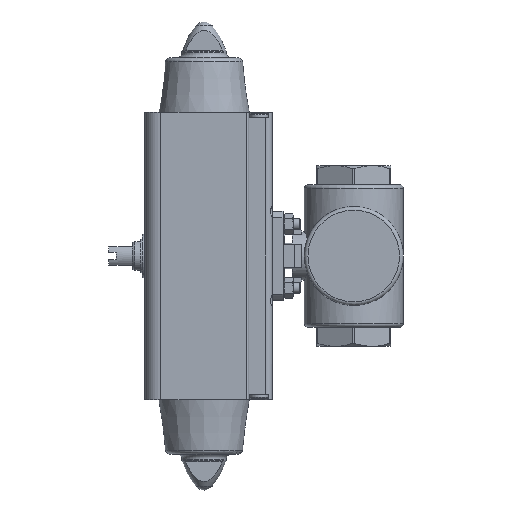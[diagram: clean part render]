
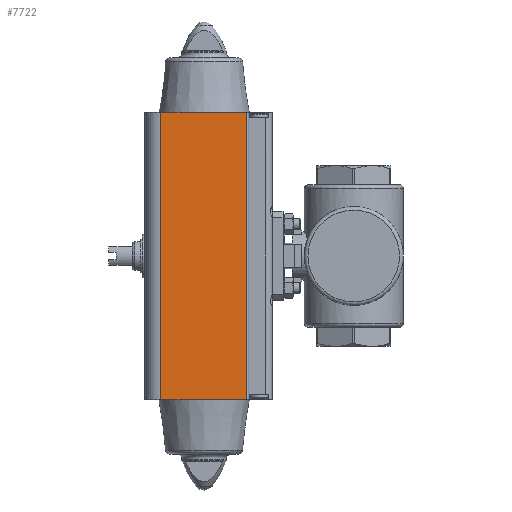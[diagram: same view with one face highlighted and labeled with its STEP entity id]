
A CAD part, left-side view. The second image highlights one B-rep face of the part: STEP entity #7722.
In plain terms, the highlighted planar face has unit normal (-1, 0, 0).
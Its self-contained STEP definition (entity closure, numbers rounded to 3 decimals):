
#251=PLANE('',#8488);
#703=LINE('',#12622,#1309);
#719=LINE('',#12676,#1325);
#721=LINE('',#12764,#1327);
#722=LINE('',#12765,#1328);
#1309=VECTOR('',#10010,1000.);
#1325=VECTOR('',#10058,1000.);
#1327=VECTOR('',#10084,1000.);
#1328=VECTOR('',#10085,1000.);
#3173=ORIENTED_EDGE('',*,*,#4751,.T.);
#3174=ORIENTED_EDGE('',*,*,#4794,.F.);
#3175=ORIENTED_EDGE('',*,*,#4779,.F.);
#3176=ORIENTED_EDGE('',*,*,#4795,.T.);
#4751=EDGE_CURVE('',#5647,#5646,#703,.T.);
#4779=EDGE_CURVE('',#5668,#5669,#719,.T.);
#4794=EDGE_CURVE('',#5669,#5646,#721,.T.);
#4795=EDGE_CURVE('',#5668,#5647,#722,.T.);
#5646=VERTEX_POINT('',#12621);
#5647=VERTEX_POINT('',#12623);
#5668=VERTEX_POINT('',#12675);
#5669=VERTEX_POINT('',#12677);
#6364=EDGE_LOOP('',(#3173,#3174,#3175,#3176));
#7019=FACE_BOUND('',#6364,.T.);
#7722=ADVANCED_FACE('',(#7019),#251,.F.);
#8488=AXIS2_PLACEMENT_3D('',#12763,#10082,#10083);
#10010=DIRECTION('',(0.,-1.,0.));
#10058=DIRECTION('',(0.,-1.,0.));
#10082=DIRECTION('',(1.,0.,0.));
#10083=DIRECTION('',(0.,0.,-1.));
#10084=DIRECTION('',(0.,0.,-1.));
#10085=DIRECTION('',(0.,0.,-1.));
#12621=CARTESIAN_POINT('',(-32.7,-23.516,-79.6));
#12622=CARTESIAN_POINT('',(-32.7,23.9,-79.6));
#12623=CARTESIAN_POINT('',(-32.7,23.9,-79.6));
#12675=CARTESIAN_POINT('',(-32.7,23.9,79.6));
#12676=CARTESIAN_POINT('',(-32.7,23.9,79.6));
#12677=CARTESIAN_POINT('',(-32.7,-23.516,79.6));
#12763=CARTESIAN_POINT('',(-32.7,23.9,79.6));
#12764=CARTESIAN_POINT('',(-32.7,-23.516,79.6));
#12765=CARTESIAN_POINT('',(-32.7,23.9,79.6));
